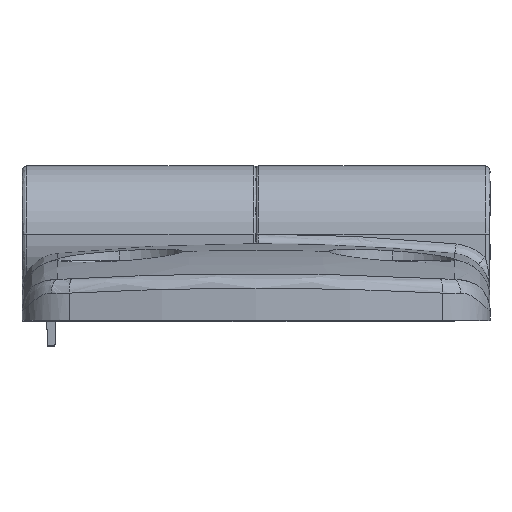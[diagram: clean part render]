
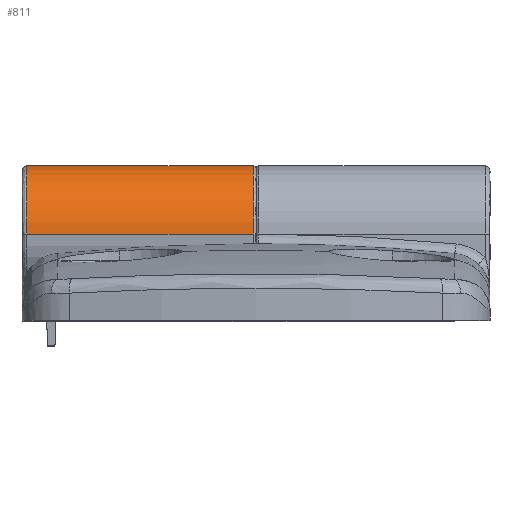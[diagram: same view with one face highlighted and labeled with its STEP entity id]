
A CAD part, top view. The second image highlights one B-rep face of the part: STEP entity #811.
In plain terms, the highlighted cylindrical face has radius 7 mm (diameter 14 mm), a partial arc.
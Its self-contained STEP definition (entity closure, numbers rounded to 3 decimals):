
#627 = LINE ( 'NONE', #6389, #2499 ) ;
#721 = CARTESIAN_POINT ( 'NONE',  ( 28.079, 8.671, -6.438 ) ) ;
#811 = ADVANCED_FACE ( 'NONE', ( #4744 ), #8009, .T. ) ;
#916 = DIRECTION ( 'NONE',  ( -1., 0., 0. ) ) ;
#1248 = EDGE_CURVE ( 'NONE', #2595, #7163, #627, .T. ) ;
#1782 = DIRECTION ( 'NONE',  ( 0., 0., 1. ) ) ;
#1809 = CARTESIAN_POINT ( 'NONE',  ( 3.779, 8.671, 0.562 ) ) ;
#1881 = DIRECTION ( 'NONE',  ( -1., 0., 0. ) ) ;
#2423 = DIRECTION ( 'NONE',  ( 0., 0., 1. ) ) ;
#2499 = VECTOR ( 'NONE', #7873, 1000. ) ;
#2595 = VERTEX_POINT ( 'NONE', #7757 ) ;
#2731 = ORIENTED_EDGE ( 'NONE', *, *, #5441, .F. ) ;
#3157 = EDGE_CURVE ( 'NONE', #2595, #8174, #3885, .T. ) ;
#3395 = LINE ( 'NONE', #721, #4977 ) ;
#3785 = CARTESIAN_POINT ( 'NONE',  ( -19.421, 8.671, 0.562 ) ) ;
#3885 = CIRCLE ( 'NONE', #9679, 7. ) ;
#4258 = CARTESIAN_POINT ( 'NONE',  ( -19.421, 8.671, 7.562 ) ) ;
#4550 = CARTESIAN_POINT ( 'NONE',  ( 3.779, 8.671, -6.438 ) ) ;
#4561 = DIRECTION ( 'NONE',  ( 0., 0., 1. ) ) ;
#4653 = DIRECTION ( 'NONE',  ( -1., 0., 0. ) ) ;
#4744 = FACE_OUTER_BOUND ( 'NONE', #9077, .T. ) ;
#4977 = VECTOR ( 'NONE', #4653, 1000. ) ;
#5441 = EDGE_CURVE ( 'NONE', #7163, #5799, #9169, .T. ) ;
#5799 = VERTEX_POINT ( 'NONE', #9071 ) ;
#5953 = EDGE_CURVE ( 'NONE', #8174, #5799, #3395, .T. ) ;
#6328 = AXIS2_PLACEMENT_3D ( 'NONE', #3785, #9157, #4561 ) ;
#6337 = CARTESIAN_POINT ( 'NONE',  ( 28.079, 8.671, 0.562 ) ) ;
#6389 = CARTESIAN_POINT ( 'NONE',  ( 28.079, 8.671, 7.562 ) ) ;
#7163 = VERTEX_POINT ( 'NONE', #4258 ) ;
#7520 = ORIENTED_EDGE ( 'NONE', *, *, #5953, .T. ) ;
#7757 = CARTESIAN_POINT ( 'NONE',  ( 3.779, 8.671, 7.562 ) ) ;
#7873 = DIRECTION ( 'NONE',  ( -1., 0., 0. ) ) ;
#7880 = AXIS2_PLACEMENT_3D ( 'NONE', #6337, #916, #2423 ) ;
#8009 = CYLINDRICAL_SURFACE ( 'NONE', #7880, 7. ) ;
#8174 = VERTEX_POINT ( 'NONE', #4550 ) ;
#8261 = ORIENTED_EDGE ( 'NONE', *, *, #1248, .F. ) ;
#9071 = CARTESIAN_POINT ( 'NONE',  ( -19.421, 8.671, -6.438 ) ) ;
#9077 = EDGE_LOOP ( 'NONE', ( #8261, #9815, #7520, #2731 ) ) ;
#9157 = DIRECTION ( 'NONE',  ( -1., 0., 0. ) ) ;
#9169 = CIRCLE ( 'NONE', #6328, 7. ) ;
#9679 = AXIS2_PLACEMENT_3D ( 'NONE', #1809, #1881, #1782 ) ;
#9815 = ORIENTED_EDGE ( 'NONE', *, *, #3157, .T. ) ;
